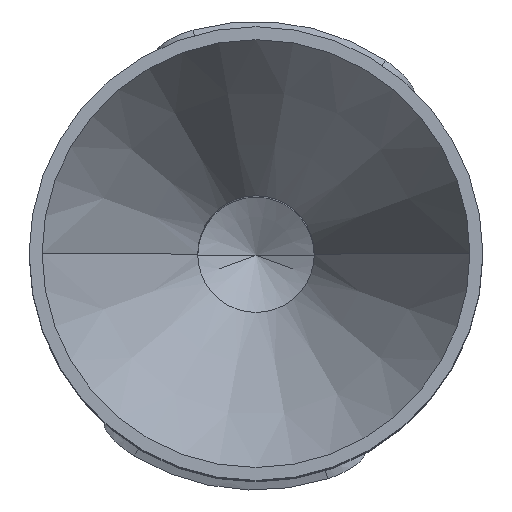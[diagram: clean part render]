
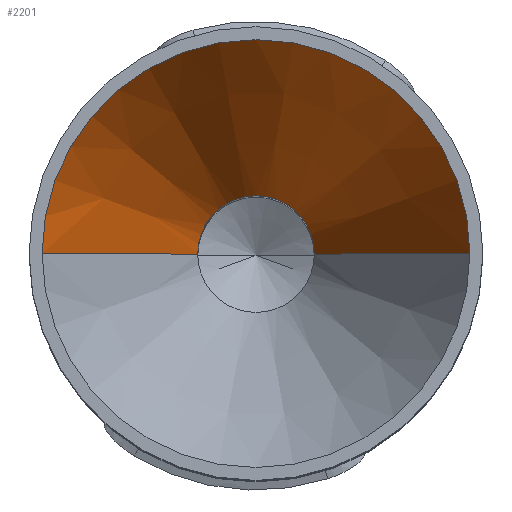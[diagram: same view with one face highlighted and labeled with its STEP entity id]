
A CAD part, top view. The second image highlights one B-rep face of the part: STEP entity #2201.
In plain terms, the highlighted conical face has half-angle 29.22 degrees and reference radius 1.05 mm.
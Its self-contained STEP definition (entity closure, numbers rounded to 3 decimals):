
#1=CARTESIAN_POINT('',(0.,0.,9.473));
#2=DIRECTION('',(0.,0.,-1.));
#3=DIRECTION('',(-1.,0.,0.));
#4=AXIS2_PLACEMENT_3D('',#1,#2,#3);
#6=DIRECTION('',(0.488,0.,-0.873));
#7=VECTOR('',#6,2.458);
#8=CARTESIAN_POINT('',(-1.65,0.,9.473));
#9=LINE('',#8,#7);
#10=DIRECTION('',(-0.488,0.,-0.873));
#11=VECTOR('',#10,2.458);
#12=CARTESIAN_POINT('',(1.65,0.,9.473));
#13=LINE('',#12,#11);
#77=CARTESIAN_POINT('',(0.,0.,7.328));
#78=DIRECTION('',(0.,0.,-1.));
#79=DIRECTION('',(-1.,0.,0.));
#80=AXIS2_PLACEMENT_3D('',#77,#78,#79);
#1910=CARTESIAN_POINT('',(-1.65,0.,9.473));
#1911=CARTESIAN_POINT('',(1.65,0.,9.473));
#1912=VERTEX_POINT('',#1910);
#1913=VERTEX_POINT('',#1911);
#2178=CARTESIAN_POINT('',(-0.45,0.,7.328));
#2179=CARTESIAN_POINT('',(0.45,0.,7.328));
#2180=VERTEX_POINT('',#2178);
#2181=VERTEX_POINT('',#2179);
#2186=CARTESIAN_POINT('',(0.,0.,8.4));
#2187=DIRECTION('',(0.,0.,1.));
#2188=DIRECTION('',(-1.,0.,0.));
#2189=AXIS2_PLACEMENT_3D('',#2186,#2187,#2188);
#2190=CONICAL_SURFACE('',#2189,1.05,29.22);
#2192=ORIENTED_EDGE('',*,*,#2191,.F.);
#2194=ORIENTED_EDGE('',*,*,#2193,.T.);
#2196=ORIENTED_EDGE('',*,*,#2195,.T.);
#2198=ORIENTED_EDGE('',*,*,#2197,.F.);
#2199=EDGE_LOOP('',(#2192,#2194,#2196,#2198));
#2200=FACE_OUTER_BOUND('',#2199,.F.);
#2201=ADVANCED_FACE('',(#2200),#2190,.F.);
#5=CIRCLE('',#4,1.65);
#81=CIRCLE('',#80,0.45);
#2191=EDGE_CURVE('',#1912,#2180,#9,.T.);
#2193=EDGE_CURVE('',#1912,#1913,#5,.T.);
#2195=EDGE_CURVE('',#1913,#2181,#13,.T.);
#2197=EDGE_CURVE('',#2180,#2181,#81,.T.);
